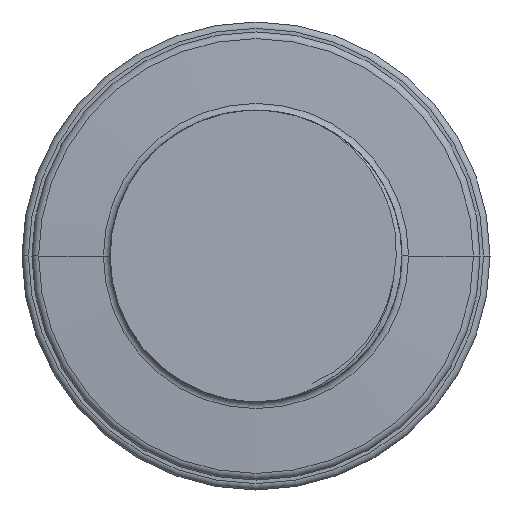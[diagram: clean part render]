
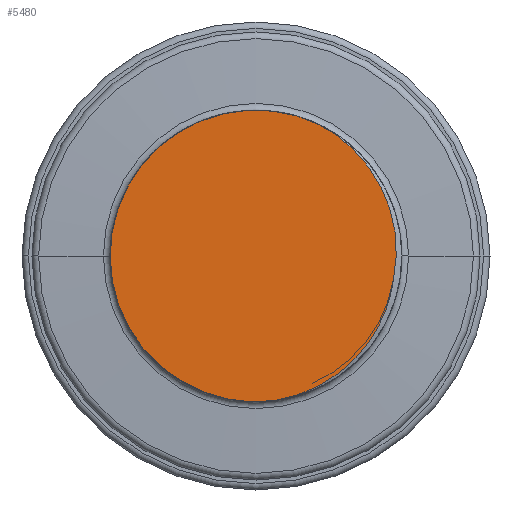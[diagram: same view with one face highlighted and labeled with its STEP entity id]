
A CAD part, front view. The second image highlights one B-rep face of the part: STEP entity #5480.
In plain terms, the highlighted planar face has unit normal (0, -1, 0).
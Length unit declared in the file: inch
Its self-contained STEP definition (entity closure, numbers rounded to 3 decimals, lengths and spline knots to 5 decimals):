
#1=CARTESIAN_POINT('',(2.63453,0.,-20.33001));
#2=CARTESIAN_POINT('',(3.63238,0.,-20.16574));
#3=CARTESIAN_POINT('',(5.57766,0.,-19.69598));
#4=CARTESIAN_POINT('',(8.38406,0.,-18.56143));
#5=CARTESIAN_POINT('',(10.96345,0.,-17.03858));
#6=CARTESIAN_POINT('',(13.24462,0.,-15.19357));
#7=CARTESIAN_POINT('',(15.16078,0.,-13.11879));
#8=CARTESIAN_POINT('',(16.62625,0.,-11.01904));
#9=CARTESIAN_POINT('',(17.70143,0.,-8.99781));
#10=CARTESIAN_POINT('',(18.48439,0.,-7.03215));
#11=CARTESIAN_POINT('',(19.02901,0.,-5.11212));
#12=CARTESIAN_POINT('',(19.26074,0.,-3.81246));
#13=CARTESIAN_POINT('',(19.34324,0.,-3.16211));
#15=CARTESIAN_POINT('',(19.34324,0.,-3.16211));
#16=CARTESIAN_POINT('',(19.52835,0.,-2.23903));
#17=CARTESIAN_POINT('',(19.76363,0.,-0.3851));
#18=CARTESIAN_POINT('',(19.71652,0.,2.45317));
#19=CARTESIAN_POINT('',(19.26689,0.,5.24433));
#20=CARTESIAN_POINT('',(18.42008,0.,7.96809));
#21=CARTESIAN_POINT('',(17.18263,0.,10.56148));
#22=CARTESIAN_POINT('',(15.60501,0.,12.93442));
#23=CARTESIAN_POINT('',(13.67317,0.,15.09926));
#24=CARTESIAN_POINT('',(11.46215,0.,16.95763));
#25=CARTESIAN_POINT('',(9.83,0.,17.97775));
#26=CARTESIAN_POINT('',(8.97123,0.,18.43277));
#485=CARTESIAN_POINT('',(0.,0.,0.));
#486=DIRECTION('',(0.,-1.,0.));
#487=DIRECTION('',(0.438,0.,0.899));
#488=AXIS2_PLACEMENT_3D('',#485,#486,#487);
#5243=VERTEX_POINT('',#1);
#5244=VERTEX_POINT('',#13);
#5245=VERTEX_POINT('',#26);
#5467=CARTESIAN_POINT('',(0.,0.,0.));
#5468=DIRECTION('',(0.,1.,0.));
#5469=DIRECTION('',(1.,0.,0.));
#5470=AXIS2_PLACEMENT_3D('',#5467,#5468,#5469);
#5471=PLANE('',#5470);
#5473=ORIENTED_EDGE('',*,*,#5472,.F.);
#5475=ORIENTED_EDGE('',*,*,#5474,.F.);
#5477=ORIENTED_EDGE('',*,*,#5476,.F.);
#5478=EDGE_LOOP('',(#5473,#5475,#5477));
#5479=FACE_OUTER_BOUND('',#5478,.F.);
#5480=ADVANCED_FACE('',(#5479),#5471,.F.);
#14=B_SPLINE_CURVE_WITH_KNOTS('',3,(#1,#2,#3,#4,#5,#6,#7,#8,#9,#10,#11,#12,#13),
.UNSPECIFIED.,.F.,.F.,(4,1,1,1,1,1,1,1,1,1,4),(0.,0.1,0.2,0.3,0.4,
0.5,0.6,0.7,0.8,0.9,1.),.UNSPECIFIED.);
#27=B_SPLINE_CURVE_WITH_KNOTS('',3,(#15,#16,#17,#18,#19,#20,#21,#22,#23,#24,#25,
#26),.UNSPECIFIED.,.F.,.F.,(4,1,1,1,1,1,1,1,1,4),(0.,0.11111,
0.22222,0.33333,0.44444,0.55556,
0.66667,0.77778,0.88889,1.),.UNSPECIFIED.);
#489=CIRCLE('',#488,20.5);
#5472=EDGE_CURVE('',#5243,#5244,#14,.T.);
#5474=EDGE_CURVE('',#5245,#5243,#489,.T.);
#5476=EDGE_CURVE('',#5244,#5245,#27,.T.);
